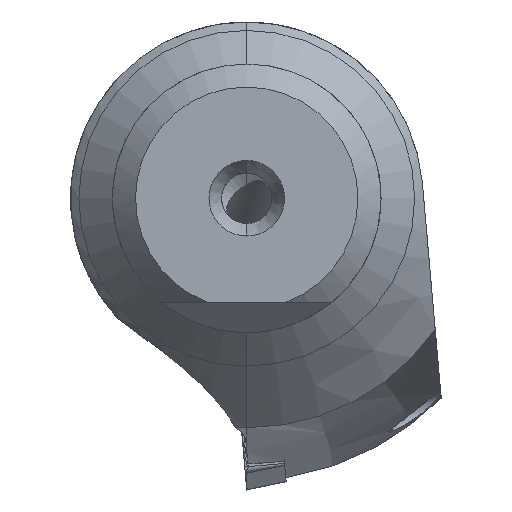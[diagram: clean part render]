
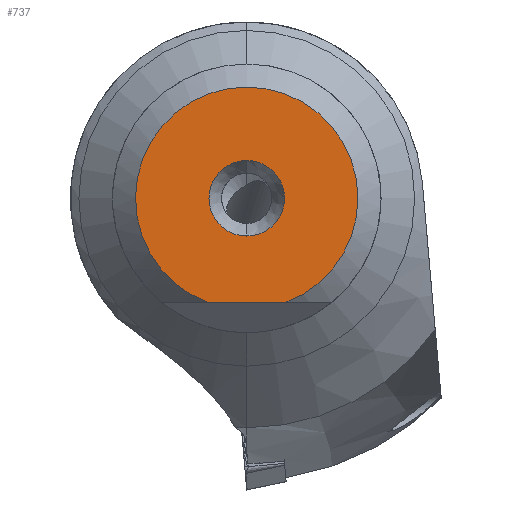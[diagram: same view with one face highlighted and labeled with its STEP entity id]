
A CAD part, left-side view. The second image highlights one B-rep face of the part: STEP entity #737.
In plain terms, the highlighted planar face has unit normal (-1, 0, 0).
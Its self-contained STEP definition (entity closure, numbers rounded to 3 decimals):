
#50 = CARTESIAN_POINT ( 'NONE',  ( 0., 2.335, -6.2 ) ) ;
#315 = DIRECTION ( 'NONE',  ( 0., 0., 1. ) ) ;
#469 = AXIS2_PLACEMENT_3D ( 'NONE', #4398, #1455, #3225 ) ;
#550 = LINE ( 'NONE', #3755, #2536 ) ;
#658 = CIRCLE ( 'NONE', #2692, 2.25 ) ;
#704 = DIRECTION ( 'NONE',  ( -1., 0., 0. ) ) ;
#737 = ADVANCED_FACE ( 'NONE', ( #4442, #2411 ), #1764, .F. ) ;
#1080 = ORIENTED_EDGE ( 'NONE', *, *, #4000, .T. ) ;
#1319 = CARTESIAN_POINT ( 'NONE',  ( 0., 0., 2.25 ) ) ;
#1341 = CARTESIAN_POINT ( 'NONE',  ( 0., 0., 0. ) ) ;
#1455 = DIRECTION ( 'NONE',  ( 1., 0., 0. ) ) ;
#1720 = DIRECTION ( 'NONE',  ( 0., 0., 1. ) ) ;
#1764 = PLANE ( 'NONE',  #469 ) ;
#1783 = EDGE_LOOP ( 'NONE', ( #2127, #3596 ) ) ;
#1865 = CARTESIAN_POINT ( 'NONE',  ( 0., -2.335, -6.2 ) ) ;
#1933 = AXIS2_PLACEMENT_3D ( 'NONE', #1341, #3996, #1720 ) ;
#2020 = CARTESIAN_POINT ( 'NONE',  ( 0., 0., -2.25 ) ) ;
#2079 = VERTEX_POINT ( 'NONE', #1319 ) ;
#2127 = ORIENTED_EDGE ( 'NONE', *, *, #2323, .F. ) ;
#2323 = EDGE_CURVE ( 'NONE', #2079, #3394, #658, .T. ) ;
#2411 = FACE_OUTER_BOUND ( 'NONE', #3926, .T. ) ;
#2522 = VERTEX_POINT ( 'NONE', #50 ) ;
#2536 = VECTOR ( 'NONE', #4537, 1000. ) ;
#2560 = DIRECTION ( 'NONE',  ( -1., 0., 0. ) ) ;
#2590 = AXIS2_PLACEMENT_3D ( 'NONE', #2960, #704, #3336 ) ;
#2692 = AXIS2_PLACEMENT_3D ( 'NONE', #4879, #2560, #315 ) ;
#2734 = CIRCLE ( 'NONE', #1933, 6.625 ) ;
#2935 = EDGE_CURVE ( 'NONE', #3394, #2079, #4831, .T. ) ;
#2960 = CARTESIAN_POINT ( 'NONE',  ( 0., 0., 0. ) ) ;
#3067 = EDGE_CURVE ( 'NONE', #2522, #3706, #550, .T. ) ;
#3225 = DIRECTION ( 'NONE',  ( 0., 0., -1. ) ) ;
#3336 = DIRECTION ( 'NONE',  ( 0., 0., 1. ) ) ;
#3394 = VERTEX_POINT ( 'NONE', #2020 ) ;
#3596 = ORIENTED_EDGE ( 'NONE', *, *, #2935, .F. ) ;
#3706 = VERTEX_POINT ( 'NONE', #1865 ) ;
#3755 = CARTESIAN_POINT ( 'NONE',  ( 0., 2.25, -6.2 ) ) ;
#3926 = EDGE_LOOP ( 'NONE', ( #1080, #4042 ) ) ;
#3996 = DIRECTION ( 'NONE',  ( -1., 0., 0. ) ) ;
#4000 = EDGE_CURVE ( 'NONE', #3706, #2522, #2734, .T. ) ;
#4042 = ORIENTED_EDGE ( 'NONE', *, *, #3067, .T. ) ;
#4398 = CARTESIAN_POINT ( 'NONE',  ( 0., 2.25, 0. ) ) ;
#4442 = FACE_BOUND ( 'NONE', #1783, .T. ) ;
#4537 = DIRECTION ( 'NONE',  ( 0., -1., 0. ) ) ;
#4831 = CIRCLE ( 'NONE', #2590, 2.25 ) ;
#4879 = CARTESIAN_POINT ( 'NONE',  ( 0., 0., 0. ) ) ;
